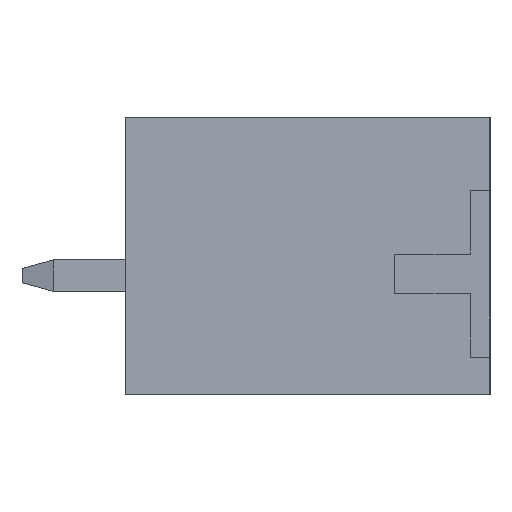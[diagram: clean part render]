
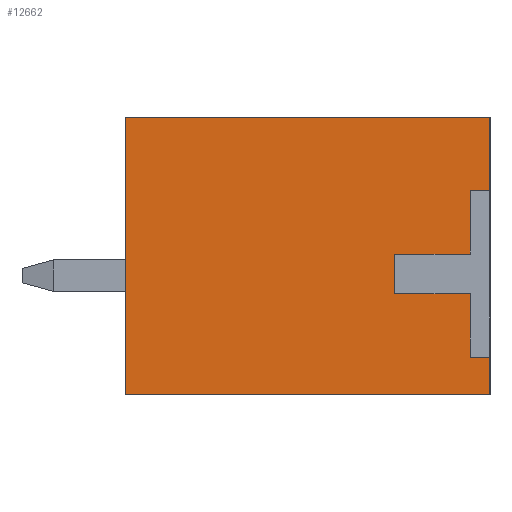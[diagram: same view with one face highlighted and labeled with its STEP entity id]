
A CAD part, left-side view. The second image highlights one B-rep face of the part: STEP entity #12662.
In plain terms, the highlighted planar face has unit normal (-1, 0, 0).
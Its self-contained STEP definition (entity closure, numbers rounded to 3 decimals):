
#326=ORIENTED_EDGE('',*,*,#4065,.F.);
#327=ORIENTED_EDGE('',*,*,#4066,.F.);
#328=ORIENTED_EDGE('',*,*,#4067,.F.);
#329=ORIENTED_EDGE('',*,*,#4068,.F.);
#330=ORIENTED_EDGE('',*,*,#4069,.F.);
#331=ORIENTED_EDGE('',*,*,#4070,.F.);
#332=ORIENTED_EDGE('',*,*,#4071,.F.);
#333=ORIENTED_EDGE('',*,*,#4072,.T.);
#334=ORIENTED_EDGE('',*,*,#4073,.F.);
#335=ORIENTED_EDGE('',*,*,#4074,.F.);
#336=ORIENTED_EDGE('',*,*,#4075,.T.);
#337=ORIENTED_EDGE('',*,*,#4076,.T.);
#4065=EDGE_CURVE('',#5934,#5935,#7185,.T.);
#4066=EDGE_CURVE('',#5936,#5934,#7186,.T.);
#4067=EDGE_CURVE('',#5937,#5936,#7187,.T.);
#4068=EDGE_CURVE('',#5938,#5937,#7188,.T.);
#4069=EDGE_CURVE('',#5939,#5938,#7189,.T.);
#4070=EDGE_CURVE('',#5940,#5939,#7190,.T.);
#4071=EDGE_CURVE('',#5941,#5940,#7191,.T.);
#4072=EDGE_CURVE('',#5941,#5942,#7192,.T.);
#4073=EDGE_CURVE('',#5943,#5942,#7193,.T.);
#4074=EDGE_CURVE('',#5944,#5943,#7194,.T.);
#4075=EDGE_CURVE('',#5944,#5945,#7195,.T.);
#4076=EDGE_CURVE('',#5945,#5935,#7196,.T.);
#5934=VERTEX_POINT('',#17552);
#5935=VERTEX_POINT('',#17553);
#5936=VERTEX_POINT('',#17555);
#5937=VERTEX_POINT('',#17557);
#5938=VERTEX_POINT('',#17559);
#5939=VERTEX_POINT('',#17561);
#5940=VERTEX_POINT('',#17563);
#5941=VERTEX_POINT('',#17565);
#5942=VERTEX_POINT('',#17567);
#5943=VERTEX_POINT('',#17569);
#5944=VERTEX_POINT('',#17571);
#5945=VERTEX_POINT('',#17573);
#7185=LINE('',#17551,#8905);
#7186=LINE('',#17554,#8906);
#7187=LINE('',#17556,#8907);
#7188=LINE('',#17558,#8908);
#7189=LINE('',#17560,#8909);
#7190=LINE('',#17562,#8910);
#7191=LINE('',#17564,#8911);
#7192=LINE('',#17566,#8912);
#7193=LINE('',#17568,#8913);
#7194=LINE('',#17570,#8914);
#7195=LINE('',#17572,#8915);
#7196=LINE('',#17574,#8916);
#8905=VECTOR('',#14189,1000.);
#8906=VECTOR('',#14190,1000.);
#8907=VECTOR('',#14191,1000.);
#8908=VECTOR('',#14192,1000.);
#8909=VECTOR('',#14193,1000.);
#8910=VECTOR('',#14194,1000.);
#8911=VECTOR('',#14195,1000.);
#8912=VECTOR('',#14196,1000.);
#8913=VECTOR('',#14197,1000.);
#8914=VECTOR('',#14198,1000.);
#8915=VECTOR('',#14199,1000.);
#8916=VECTOR('',#14200,1000.);
#10610=EDGE_LOOP('',(#326,#327,#328,#329,#330,#331,#332,#333,#334,#335,
#336,#337));
#11342=FACE_BOUND('',#10610,.T.);
#12074=PLANE('',#13337);
#12662=ADVANCED_FACE('',(#11342),#12074,.F.);
#13337=AXIS2_PLACEMENT_3D('',#17550,#14187,#14188);
#14187=DIRECTION('',(1.,0.,0.));
#14188=DIRECTION('',(0.,0.,-1.));
#14189=DIRECTION('',(0.,-1.,0.));
#14190=DIRECTION('',(0.,0.,-1.));
#14191=DIRECTION('',(0.,-1.,0.));
#14192=DIRECTION('',(0.,0.,-1.));
#14193=DIRECTION('',(0.,1.,0.));
#14194=DIRECTION('',(0.,0.,-1.));
#14195=DIRECTION('',(0.,1.,0.));
#14196=DIRECTION('',(0.,0.,1.));
#14197=DIRECTION('',(0.,-1.,0.));
#14198=DIRECTION('',(0.,0.,1.));
#14199=DIRECTION('',(0.,-1.,0.));
#14200=DIRECTION('',(0.,0.,1.));
#17550=CARTESIAN_POINT('',(-21.4,9.2,-3.5));
#17551=CARTESIAN_POINT('',(-21.4,0.5,-2.55));
#17552=CARTESIAN_POINT('',(-21.4,0.5,-2.55));
#17553=CARTESIAN_POINT('',(-21.4,0.,-2.55));
#17554=CARTESIAN_POINT('',(-21.4,0.5,-0.95));
#17555=CARTESIAN_POINT('',(-21.4,0.5,-0.95));
#17556=CARTESIAN_POINT('',(-21.4,2.4,-0.95));
#17557=CARTESIAN_POINT('',(-21.4,2.4,-0.95));
#17558=CARTESIAN_POINT('',(-21.4,2.4,0.05));
#17559=CARTESIAN_POINT('',(-21.4,2.4,0.05));
#17560=CARTESIAN_POINT('',(-21.4,0.5,0.05));
#17561=CARTESIAN_POINT('',(-21.4,0.5,0.05));
#17562=CARTESIAN_POINT('',(-21.4,0.5,1.65));
#17563=CARTESIAN_POINT('',(-21.4,0.5,1.65));
#17564=CARTESIAN_POINT('',(-21.4,0.,1.65));
#17565=CARTESIAN_POINT('',(-21.4,0.,1.65));
#17566=CARTESIAN_POINT('',(-21.4,0.,-3.5));
#17567=CARTESIAN_POINT('',(-21.4,0.,3.5));
#17568=CARTESIAN_POINT('',(-21.4,9.2,3.5));
#17569=CARTESIAN_POINT('',(-21.4,9.2,3.5));
#17570=CARTESIAN_POINT('',(-21.4,9.2,-3.5));
#17571=CARTESIAN_POINT('',(-21.4,9.2,-3.5));
#17572=CARTESIAN_POINT('',(-21.4,9.2,-3.5));
#17573=CARTESIAN_POINT('',(-21.4,0.,-3.5));
#17574=CARTESIAN_POINT('',(-21.4,0.,-3.5));
